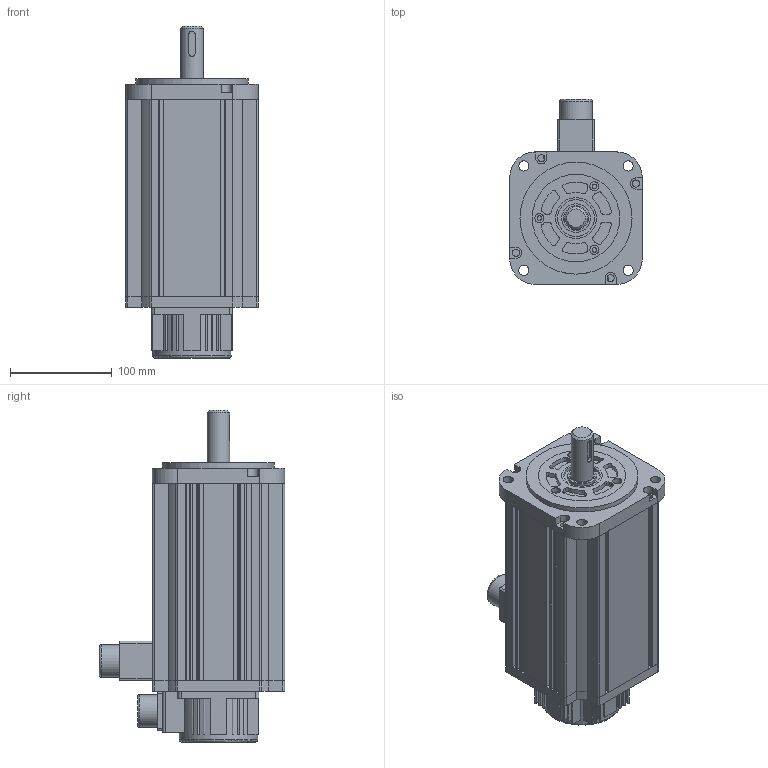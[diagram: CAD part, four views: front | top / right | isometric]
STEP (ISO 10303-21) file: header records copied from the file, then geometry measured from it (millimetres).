
FILE_DESCRIPTION(/* description */ (''),/* implementation_level */ '2;1');
FILE_NAME(/* name */ 'L-20.stp',/* time_stamp */ '2018-06-15T20:52:35+08:00',/* author */ (''),/* organization */ (''),/* preprocessor_version */ 'ST-DEVELOPER v16',/* originating_system */ 'SIEMENS PLM Software NX 10.0',/* authorisation */ '');
FILE_SCHEMA (('CONFIG_CONTROL_DESIGN'));
Length unit declared in the file: millimetre
Products named in the file (1): L-20
Bounding box: 130 x 182 x 326 mm (x, y, z)
Volume: 3418195.3 mm3; surface area: 360153.8 mm2
Topology: 12 solids, 12 shells, 533 faces, 1453 edges, 968 vertices
Faces by surface type: plane 290, cylinder 236, torus 6, cone 1
Full cylindrical faces by diameter (mm): 2.2 x12, 3.2 x12, 4.5 x3, 6.5 x4, 7 x4, 9 x3, 10 x4, 11 x4, 22 x1, 24 x2, 28 x1, 31 x1, 32 x4, 36 x1, 40 x2, 77 x1, 86 x2, 110 x1
Entity records: 16798 total; most frequent: DIRECTION 2962, CARTESIAN_POINT 2956, ORIENTED_EDGE 2722, EDGE_CURVE 1361, AXIS2_PLACEMENT_3D 1075, VERTEX_POINT 945, LINE 812, VECTOR 812
